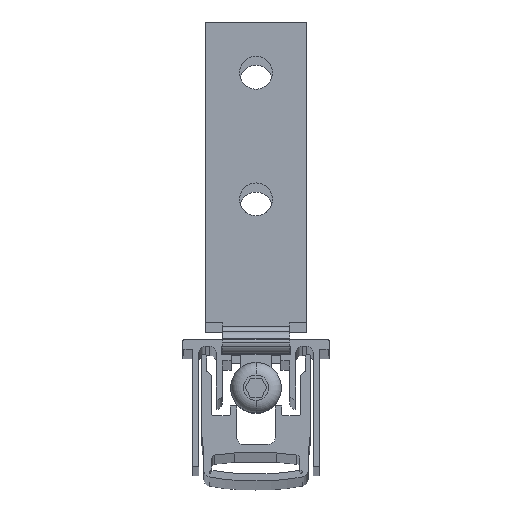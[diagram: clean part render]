
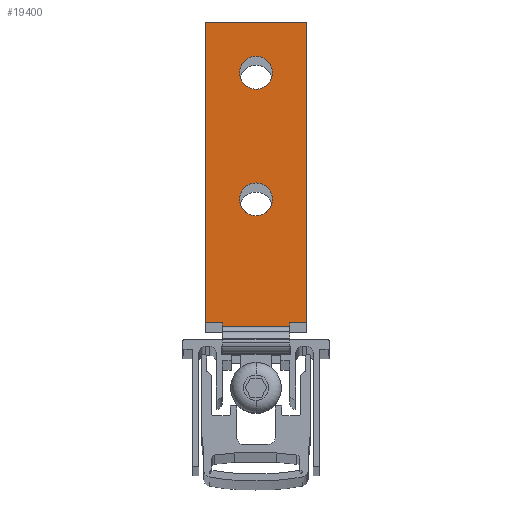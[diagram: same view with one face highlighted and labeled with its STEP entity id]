
A CAD part, top view. The second image highlights one B-rep face of the part: STEP entity #19400.
In plain terms, the highlighted planar face has unit normal (0, 0, 1).
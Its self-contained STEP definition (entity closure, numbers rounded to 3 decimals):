
#334 = ORIENTED_EDGE ( 'NONE', *, *, #27905, .T. ) ;
#409 = EDGE_CURVE ( 'NONE', #29415, #25593, #22926, .T. ) ;
#1083 = EDGE_CURVE ( 'NONE', #29630, #5336, #25923, .T. ) ;
#1252 = ORIENTED_EDGE ( 'NONE', *, *, #1083, .F. ) ;
#1369 = DIRECTION ( 'NONE',  ( 1., 0., 0. ) ) ;
#1710 = AXIS2_PLACEMENT_3D ( 'NONE', #12953, #8015, #15763 ) ;
#1807 = CIRCLE ( 'NONE', #11775, 2.6 ) ;
#1916 = ORIENTED_EDGE ( 'NONE', *, *, #24712, .F. ) ;
#2802 = VECTOR ( 'NONE', #8252, 1000. ) ;
#3300 = LINE ( 'NONE', #28844, #9073 ) ;
#3460 = CARTESIAN_POINT ( 'NONE',  ( 5.3, 50., 1.2 ) ) ;
#3513 = DIRECTION ( 'NONE',  ( 0., -1., 0. ) ) ;
#3770 = DIRECTION ( 'NONE',  ( 1., 0., 0. ) ) ;
#3910 = EDGE_CURVE ( 'NONE', #23218, #7667, #5763, .T. ) ;
#3962 = EDGE_CURVE ( 'NONE', #29852, #23218, #3300, .T. ) ;
#4165 = CARTESIAN_POINT ( 'NONE',  ( -8., 50., 1.2 ) ) ;
#4982 = LINE ( 'NONE', #32502, #9135 ) ;
#5136 = DIRECTION ( 'NONE',  ( -1., 0., 0. ) ) ;
#5336 = VERTEX_POINT ( 'NONE', #11794 ) ;
#5480 = CARTESIAN_POINT ( 'NONE',  ( 5.3, 2.5, 1.2 ) ) ;
#5648 = LINE ( 'NONE', #25769, #28534 ) ;
#5661 = CARTESIAN_POINT ( 'NONE',  ( -5.3, 2., 1.2 ) ) ;
#5708 = PLANE ( 'NONE',  #1710 ) ;
#5763 = LINE ( 'NONE', #13813, #26984 ) ;
#6434 = CIRCLE ( 'NONE', #17468, 2.6 ) ;
#6529 = VECTOR ( 'NONE', #28601, 1000. ) ;
#6602 = CARTESIAN_POINT ( 'NONE',  ( 8., 2.5, 1.2 ) ) ;
#6620 = DIRECTION ( 'NONE',  ( 0., -1., 0. ) ) ;
#7036 = CIRCLE ( 'NONE', #19691, 2.6 ) ;
#7584 = EDGE_CURVE ( 'NONE', #7667, #14469, #20998, .T. ) ;
#7667 = VERTEX_POINT ( 'NONE', #18358 ) ;
#8015 = DIRECTION ( 'NONE',  ( 0., 0., -1. ) ) ;
#8252 = DIRECTION ( 'NONE',  ( -1., 0., 0. ) ) ;
#8387 = DIRECTION ( 'NONE',  ( 0., -1., 0. ) ) ;
#8788 = LINE ( 'NONE', #13903, #6529 ) ;
#8852 = ORIENTED_EDGE ( 'NONE', *, *, #20684, .F. ) ;
#9073 = VECTOR ( 'NONE', #8387, 1000. ) ;
#9135 = VECTOR ( 'NONE', #5136, 1000. ) ;
#10310 = FACE_OUTER_BOUND ( 'NONE', #31585, .T. ) ;
#10827 = CARTESIAN_POINT ( 'NONE',  ( 0., 42., 1.2 ) ) ;
#11259 = CARTESIAN_POINT ( 'NONE',  ( 5.3, 2., 1.2 ) ) ;
#11674 = AXIS2_PLACEMENT_3D ( 'NONE', #24427, #31515, #14189 ) ;
#11775 = AXIS2_PLACEMENT_3D ( 'NONE', #30918, #12018, #6620 ) ;
#11794 = CARTESIAN_POINT ( 'NONE',  ( 0., 24.6, 1.2 ) ) ;
#12018 = DIRECTION ( 'NONE',  ( 0., 0., 1. ) ) ;
#12122 = EDGE_CURVE ( 'NONE', #25593, #13601, #5648, .T. ) ;
#12133 = EDGE_CURVE ( 'NONE', #17323, #14414, #6434, .T. ) ;
#12356 = VERTEX_POINT ( 'NONE', #14366 ) ;
#12556 = ORIENTED_EDGE ( 'NONE', *, *, #409, .T. ) ;
#12953 = CARTESIAN_POINT ( 'NONE',  ( 8., 50., 1.2 ) ) ;
#13601 = VERTEX_POINT ( 'NONE', #6602 ) ;
#13813 = CARTESIAN_POINT ( 'NONE',  ( 8., 2.5, 1.2 ) ) ;
#13903 = CARTESIAN_POINT ( 'NONE',  ( 8., 50., 1.2 ) ) ;
#14189 = DIRECTION ( 'NONE',  ( 0., -1., 0. ) ) ;
#14366 = CARTESIAN_POINT ( 'NONE',  ( 8., 50., 1.2 ) ) ;
#14414 = VERTEX_POINT ( 'NONE', #18367 ) ;
#14456 = VECTOR ( 'NONE', #28247, 1000. ) ;
#14469 = VERTEX_POINT ( 'NONE', #5661 ) ;
#15720 = ORIENTED_EDGE ( 'NONE', *, *, #7584, .T. ) ;
#15763 = DIRECTION ( 'NONE',  ( 0., 1., 0. ) ) ;
#17323 = VERTEX_POINT ( 'NONE', #20144 ) ;
#17468 = AXIS2_PLACEMENT_3D ( 'NONE', #31375, #18687, #3513 ) ;
#17841 = EDGE_LOOP ( 'NONE', ( #1252, #1916 ) ) ;
#17916 = FACE_BOUND ( 'NONE', #19882, .T. ) ;
#18303 = DIRECTION ( 'NONE',  ( 0., 1., 0. ) ) ;
#18358 = CARTESIAN_POINT ( 'NONE',  ( -5.3, 2.5, 1.2 ) ) ;
#18367 = CARTESIAN_POINT ( 'NONE',  ( 0., 39.4, 1.2 ) ) ;
#18659 = CARTESIAN_POINT ( 'NONE',  ( 8., 50., 1.2 ) ) ;
#18687 = DIRECTION ( 'NONE',  ( 0., 0., 1. ) ) ;
#19400 = ADVANCED_FACE ( 'NONE', ( #20411, #10310, #17916 ), #5708, .F. ) ;
#19691 = AXIS2_PLACEMENT_3D ( 'NONE', #10827, #28330, #25847 ) ;
#19882 = EDGE_LOOP ( 'NONE', ( #21316, #20031 ) ) ;
#20031 = ORIENTED_EDGE ( 'NONE', *, *, #12133, .F. ) ;
#20144 = CARTESIAN_POINT ( 'NONE',  ( 0., 44.6, 1.2 ) ) ;
#20411 = FACE_BOUND ( 'NONE', #17841, .T. ) ;
#20684 = EDGE_CURVE ( 'NONE', #12356, #13601, #8788, .T. ) ;
#20998 = LINE ( 'NONE', #25446, #14456 ) ;
#21316 = ORIENTED_EDGE ( 'NONE', *, *, #29942, .F. ) ;
#21814 = ORIENTED_EDGE ( 'NONE', *, *, #12122, .T. ) ;
#22926 = LINE ( 'NONE', #3460, #23799 ) ;
#23104 = LINE ( 'NONE', #18659, #2802 ) ;
#23150 = ORIENTED_EDGE ( 'NONE', *, *, #30933, .F. ) ;
#23218 = VERTEX_POINT ( 'NONE', #31921 ) ;
#23445 = ORIENTED_EDGE ( 'NONE', *, *, #3910, .T. ) ;
#23799 = VECTOR ( 'NONE', #18303, 1000. ) ;
#24427 = CARTESIAN_POINT ( 'NONE',  ( 0., 22., 1.2 ) ) ;
#24712 = EDGE_CURVE ( 'NONE', #5336, #29630, #1807, .T. ) ;
#25279 = CARTESIAN_POINT ( 'NONE',  ( 0., 19.4, 1.2 ) ) ;
#25446 = CARTESIAN_POINT ( 'NONE',  ( -5.3, 50., 1.2 ) ) ;
#25593 = VERTEX_POINT ( 'NONE', #5480 ) ;
#25769 = CARTESIAN_POINT ( 'NONE',  ( 8., 2.5, 1.2 ) ) ;
#25847 = DIRECTION ( 'NONE',  ( 0., -1., 0. ) ) ;
#25923 = CIRCLE ( 'NONE', #11674, 2.6 ) ;
#26984 = VECTOR ( 'NONE', #3770, 1000. ) ;
#27905 = EDGE_CURVE ( 'NONE', #12356, #29852, #23104, .T. ) ;
#28247 = DIRECTION ( 'NONE',  ( 0., -1., 0. ) ) ;
#28330 = DIRECTION ( 'NONE',  ( 0., 0., 1. ) ) ;
#28534 = VECTOR ( 'NONE', #1369, 1000. ) ;
#28552 = ORIENTED_EDGE ( 'NONE', *, *, #3962, .T. ) ;
#28601 = DIRECTION ( 'NONE',  ( 0., -1., 0. ) ) ;
#28844 = CARTESIAN_POINT ( 'NONE',  ( -8., 50., 1.2 ) ) ;
#29415 = VERTEX_POINT ( 'NONE', #11259 ) ;
#29630 = VERTEX_POINT ( 'NONE', #25279 ) ;
#29852 = VERTEX_POINT ( 'NONE', #4165 ) ;
#29942 = EDGE_CURVE ( 'NONE', #14414, #17323, #7036, .T. ) ;
#30918 = CARTESIAN_POINT ( 'NONE',  ( 0., 22., 1.2 ) ) ;
#30933 = EDGE_CURVE ( 'NONE', #29415, #14469, #4982, .T. ) ;
#31375 = CARTESIAN_POINT ( 'NONE',  ( 0., 42., 1.2 ) ) ;
#31515 = DIRECTION ( 'NONE',  ( 0., 0., 1. ) ) ;
#31585 = EDGE_LOOP ( 'NONE', ( #12556, #21814, #8852, #334, #28552, #23445, #15720, #23150 ) ) ;
#31921 = CARTESIAN_POINT ( 'NONE',  ( -8., 2.5, 1.2 ) ) ;
#32502 = CARTESIAN_POINT ( 'NONE',  ( 8., 2., 1.2 ) ) ;
